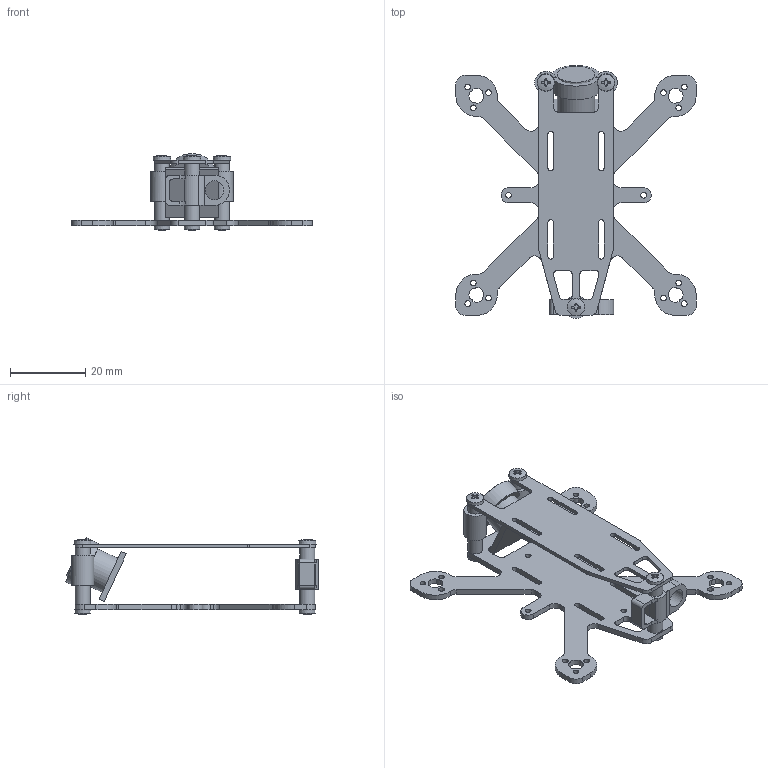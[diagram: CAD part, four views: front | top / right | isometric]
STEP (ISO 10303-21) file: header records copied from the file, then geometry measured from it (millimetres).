
FILE_DESCRIPTION(/* description */ (''),/* implementation_level */ '2;1');
FILE_NAME(/* name */ 'BRUV_mini.step',/* time_stamp */ '2025-06-12T18:55:31+01:00',/* author */ (''),/* organization */ (''),/* preprocessor_version */ 'ST-DEVELOPER v20.1',/* originating_system */ 'Autodesk Translation Framework v14.10.0.0',/* authorisation */ '');
FILE_SCHEMA (('AUTOMOTIVE_DESIGN { 1 0 10303 214 3 1 1 }'));
Length unit declared in the file: millimetre
Products named in the file (4): BRUV_mini; BHS JIS B 1111 - M2x4 Steel 4.6 Plain; Frame top; BHS JIS B 1111 - M2.2x4 Steel 4.6 Plain
Assembly tree (7 placements, depth 2):
  BRUV_mini
    BHS JIS B 1111 - M2x4 Steel 4.6 Plain  x3
    Frame top
    BHS JIS B 1111 - M2.2x4 Steel 4.6 Plain  x3
Bounding box: 64.03 x 67.38 x 20.41 mm (x, y, z)
Volume: 6121.9 mm3; surface area: 10567.6 mm2
Topology: 14 solids, 14 shells, 422 faces, 1157 edges, 763 vertices
Faces by surface type: plane 205, cylinder 193, cone 12, torus 6, sphere 6
Full cylindrical faces by diameter (mm): 1.5 x16, 1.678 x3, 1.838 x3, 1.933 x3, 2 x3, 2.13 x3, 2.2 x6, 4 x6, 5 x1, 6 x2, 10 x2
Entity records: 11045 total; most frequent: CARTESIAN_POINT 1986, DIRECTION 1966, ORIENTED_EDGE 1810, EDGE_CURVE 905, AXIS2_PLACEMENT_3D 741, VERTEX_POINT 599, LINE 484, VECTOR 484
